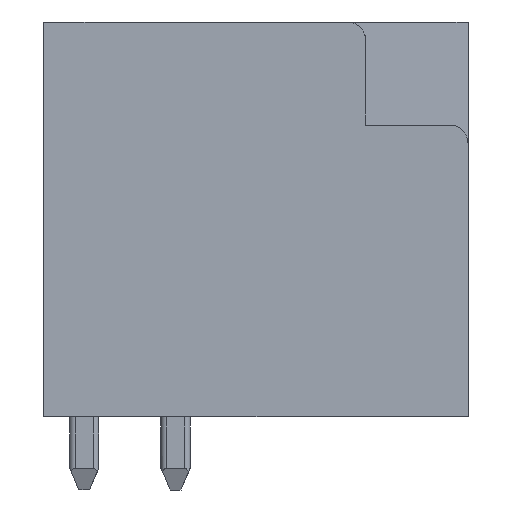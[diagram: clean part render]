
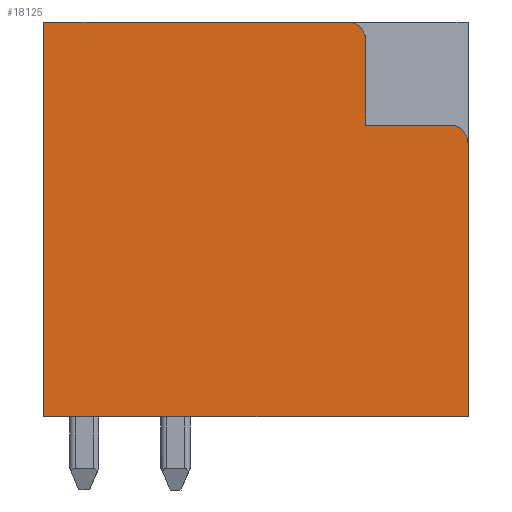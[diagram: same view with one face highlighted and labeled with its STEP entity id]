
A CAD part, left-side view. The second image highlights one B-rep face of the part: STEP entity #18125.
In plain terms, the highlighted planar face has unit normal (-1, 0, 0).
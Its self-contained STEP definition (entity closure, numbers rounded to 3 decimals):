
#500=CIRCLE('',#19366,0.5);
#501=CIRCLE('',#19367,0.5);
#4135=ORIENTED_EDGE('',*,*,#7419,.F.);
#4136=ORIENTED_EDGE('',*,*,#7728,.T.);
#4137=ORIENTED_EDGE('',*,*,#7729,.T.);
#4138=ORIENTED_EDGE('',*,*,#7730,.T.);
#4139=ORIENTED_EDGE('',*,*,#7731,.T.);
#4140=ORIENTED_EDGE('',*,*,#7125,.F.);
#4141=ORIENTED_EDGE('',*,*,#7496,.F.);
#4142=ORIENTED_EDGE('',*,*,#7732,.T.);
#7125=EDGE_CURVE('',#9387,#9388,#11193,.T.);
#7419=EDGE_CURVE('',#9578,#9579,#11473,.T.);
#7496=EDGE_CURVE('',#9638,#9387,#11550,.T.);
#7728=EDGE_CURVE('',#9578,#9749,#500,.F.);
#7729=EDGE_CURVE('',#9749,#9750,#11775,.T.);
#7730=EDGE_CURVE('',#9750,#9751,#11776,.T.);
#7731=EDGE_CURVE('',#9751,#9388,#501,.F.);
#7732=EDGE_CURVE('',#9638,#9579,#11777,.T.);
#9387=VERTEX_POINT('',#27231);
#9388=VERTEX_POINT('',#27233);
#9578=VERTEX_POINT('',#27848);
#9579=VERTEX_POINT('',#27850);
#9638=VERTEX_POINT('',#27994);
#9749=VERTEX_POINT('',#28476);
#9750=VERTEX_POINT('',#28478);
#9751=VERTEX_POINT('',#28480);
#11193=LINE('',#27232,#13397);
#11473=LINE('',#27849,#13677);
#11550=LINE('',#27995,#13754);
#11775=LINE('',#28477,#13979);
#11776=LINE('',#28479,#13980);
#11777=LINE('',#28482,#13981);
#13397=VECTOR('',#22005,1000.);
#13677=VECTOR('',#22481,1000.);
#13754=VECTOR('',#22576,1000.);
#13979=VECTOR('',#23061,1000.);
#13980=VECTOR('',#23062,1000.);
#13981=VECTOR('',#23065,1000.);
#15334=EDGE_LOOP('',(#4135,#4136,#4137,#4138,#4139,#4140,#4141,#4142));
#16384=FACE_BOUND('',#15334,.T.);
#17237=PLANE('',#19365);
#18125=ADVANCED_FACE('',(#16384),#17237,.F.);
#19365=AXIS2_PLACEMENT_3D('',#28474,#23057,#23058);
#19366=AXIS2_PLACEMENT_3D('',#28475,#23059,#23060);
#19367=AXIS2_PLACEMENT_3D('',#28481,#23063,#23064);
#22005=DIRECTION('',(0.,-1.,0.));
#22481=DIRECTION('',(0.,0.,-1.));
#22576=DIRECTION('',(0.,0.,1.));
#23057=DIRECTION('',(1.,0.,0.));
#23058=DIRECTION('',(0.,0.,-1.));
#23059=DIRECTION('',(1.,0.,0.));
#23060=DIRECTION('',(0.,0.,-1.));
#23061=DIRECTION('',(0.,1.,0.));
#23062=DIRECTION('',(0.,0.,1.));
#23063=DIRECTION('',(1.,0.,0.));
#23064=DIRECTION('',(0.,0.,-1.));
#23065=DIRECTION('',(0.,-1.,0.));
#27231=CARTESIAN_POINT('',(-12.25,11.6,10.8));
#27232=CARTESIAN_POINT('',(-12.25,11.6,10.8));
#27233=CARTESIAN_POINT('',(-12.25,3.3,10.8));
#27848=CARTESIAN_POINT('',(-12.25,0.,7.48));
#27849=CARTESIAN_POINT('',(-12.25,0.,10.8));
#27850=CARTESIAN_POINT('',(-12.25,0.,0.));
#27994=CARTESIAN_POINT('',(-12.25,11.6,0.));
#27995=CARTESIAN_POINT('',(-12.25,11.6,0.303));
#28474=CARTESIAN_POINT('',(-12.25,0.,0.));
#28475=CARTESIAN_POINT('',(-12.25,0.5,7.48));
#28476=CARTESIAN_POINT('',(-12.25,0.5,7.98));
#28477=CARTESIAN_POINT('',(-12.25,0.,7.98));
#28478=CARTESIAN_POINT('',(-12.25,2.8,7.98));
#28479=CARTESIAN_POINT('',(-12.25,2.8,7.98));
#28480=CARTESIAN_POINT('',(-12.25,2.8,10.3));
#28481=CARTESIAN_POINT('',(-12.25,3.3,10.3));
#28482=CARTESIAN_POINT('',(-12.25,11.6,0.));
